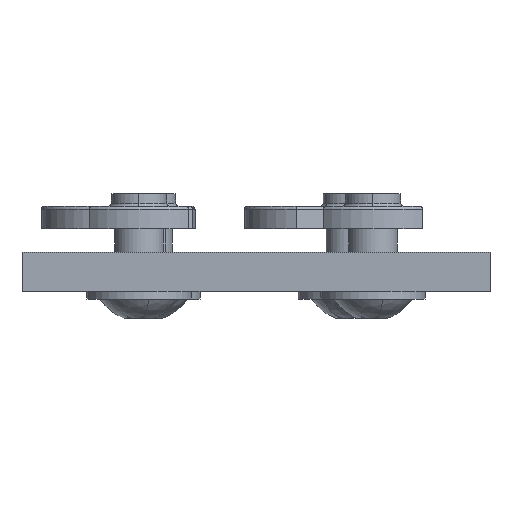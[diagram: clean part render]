
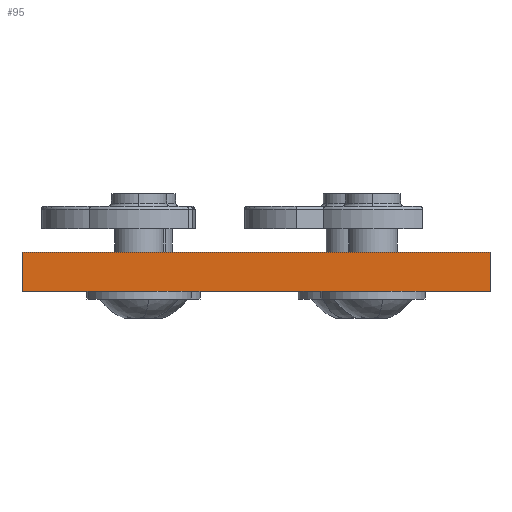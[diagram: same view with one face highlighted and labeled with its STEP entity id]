
A CAD part, front view. The second image highlights one B-rep face of the part: STEP entity #95.
In plain terms, the highlighted planar face has unit normal (0, -1, 0).
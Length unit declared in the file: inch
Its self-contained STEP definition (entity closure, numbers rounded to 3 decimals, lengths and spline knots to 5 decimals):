
#54 = ORIENTED_EDGE ( 'NONE', *, *, #143, .T. ) ;
#84 = ORIENTED_EDGE ( 'NONE', *, *, #92, .T. ) ;
#92 = EDGE_CURVE ( 'NONE', #200, #99, #1066, .T. ) ;
#95 = ADVANCED_FACE ( 'NONE', ( #1088 ), #1089, .F. ) ;
#99 = VERTEX_POINT ( 'NONE', #1121 ) ;
#110 = VERTEX_POINT ( 'NONE', #1195 ) ;
#122 = EDGE_CURVE ( 'NONE', #110, #99, #1279, .T. ) ;
#135 = VERTEX_POINT ( 'NONE', #855 ) ;
#137 = ORIENTED_EDGE ( 'NONE', *, *, #122, .F. ) ;
#143 = EDGE_CURVE ( 'NONE', #135, #200, #368, .T. ) ;
#200 = VERTEX_POINT ( 'NONE', #727 ) ;
#368 = LINE ( 'NONE', #369, #370 ) ;
#369 = CARTESIAN_POINT ( 'NONE',  ( 0., 0., 0.25 ) ) ;
#370 = VECTOR ( 'NONE', #371, 39.37008 ) ;
#371 = DIRECTION ( 'NONE',  ( 0., 0., -1. ) ) ;
#585 = LINE ( 'NONE', #586, #587 ) ;
#586 = CARTESIAN_POINT ( 'NONE',  ( 0., 0., 0.25 ) ) ;
#587 = VECTOR ( 'NONE', #588, 39.37008 ) ;
#588 = DIRECTION ( 'NONE',  ( 1., 0., 0. ) ) ;
#727 = CARTESIAN_POINT ( 'NONE',  ( 0., 0., 0. ) ) ;
#855 = CARTESIAN_POINT ( 'NONE',  ( 0., 0., 0.25 ) ) ;
#1017 = EDGE_CURVE ( 'NONE', #135, #110, #585, .T. ) ;
#1066 = LINE ( 'NONE', #1067, #1068 ) ;
#1067 = CARTESIAN_POINT ( 'NONE',  ( 0., 0., 0. ) ) ;
#1068 = VECTOR ( 'NONE', #1069, 39.37008 ) ;
#1069 = DIRECTION ( 'NONE',  ( 1., 0., 0. ) ) ;
#1088 = FACE_OUTER_BOUND ( 'NONE', #1889, .T. ) ;
#1089 = PLANE ( 'NONE',  #1090 ) ;
#1090 = AXIS2_PLACEMENT_3D ( 'NONE', #1091, #1092, #1093 ) ;
#1091 = CARTESIAN_POINT ( 'NONE',  ( 0., 0., 0.25 ) ) ;
#1092 = DIRECTION ( 'NONE',  ( 0., 1., 0. ) ) ;
#1093 = DIRECTION ( 'NONE',  ( 0., 0., 1. ) ) ;
#1121 = CARTESIAN_POINT ( 'NONE',  ( 3., 0., 0. ) ) ;
#1195 = CARTESIAN_POINT ( 'NONE',  ( 3., 0., 0.25 ) ) ;
#1279 = LINE ( 'NONE', #1280, #1281 ) ;
#1280 = CARTESIAN_POINT ( 'NONE',  ( 3., 0., 0.25 ) ) ;
#1281 = VECTOR ( 'NONE', #1282, 39.37008 ) ;
#1282 = DIRECTION ( 'NONE',  ( 0., 0., -1. ) ) ;
#1784 = ORIENTED_EDGE ( 'NONE', *, *, #1017, .F. ) ;
#1889 = EDGE_LOOP ( 'NONE', ( #84, #137, #1784, #54 ) ) ;
